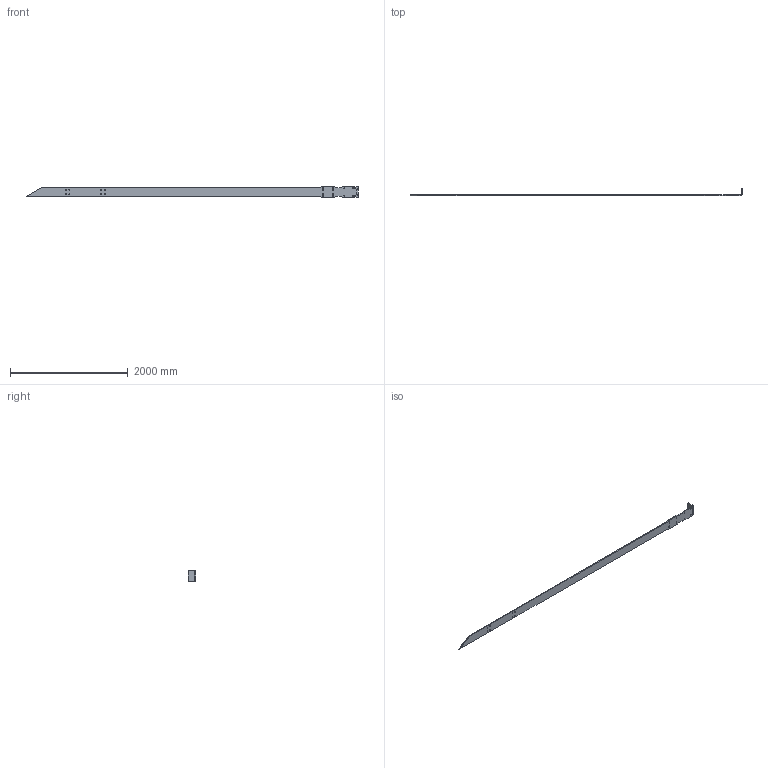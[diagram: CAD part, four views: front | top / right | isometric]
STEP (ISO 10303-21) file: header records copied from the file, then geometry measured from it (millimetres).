
FILE_DESCRIPTION (( 'STEP AP203' ), '1' );
FILE_NAME ('296-2-1-1-2 onderflens 2 tbv hoofdligger.step', '2022-04-12T16:25:16', ( '' ), ( '' ), 'SwSTEP 2.0', 'SolidWorks 2021', '' );
FILE_SCHEMA (( 'CONFIG_CONTROL_DESIGN' ));
Length unit declared in the file: millimetre
Products named in the file (1): 296-2-1-1-2 onderflens 2 tbv hoofdligger
Bounding box: 5650 x 130 x 180 mm (x, y, z)
Volume: 12837895.9 mm3; surface area: 1909561.7 mm2
Topology: 1 solids, 1 shells, 87 faces, 247 edges, 162 vertices
Faces by surface type: plane 45, cylinder 42
Entity records: 2990 total; most frequent: DIRECTION 507, CARTESIAN_POINT 497, ORIENTED_EDGE 494, EDGE_CURVE 247, AXIS2_PLACEMENT_3D 172, LINE 163, VECTOR 163, VERTEX_POINT 162
